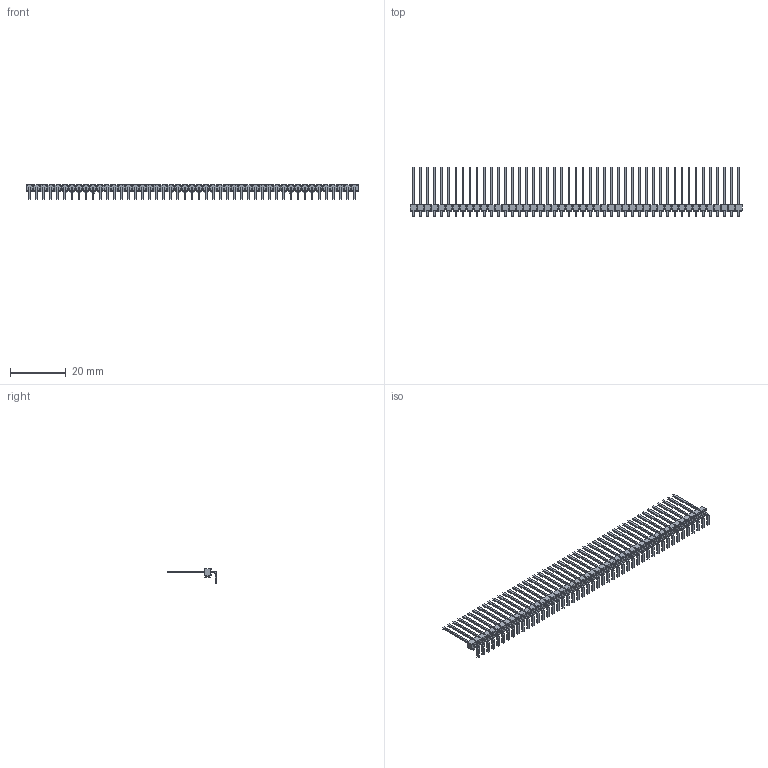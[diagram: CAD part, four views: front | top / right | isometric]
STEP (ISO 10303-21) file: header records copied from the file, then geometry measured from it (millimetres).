
FILE_DESCRIPTION(('FreeCAD Model'),'2;1');
FILE_NAME('Open CASCADE Shape Model','2025-03-05T18:32:58',(''),(''), 'Open CASCADE STEP processor 7.8','FreeCAD','Unknown');
FILE_SCHEMA(('AUTOMOTIVE_DESIGN { 1 0 10303 214 1 1 1 1 }'));
Length unit declared in the file: millimetre
Products named in the file (3): HMTSW-147-10-G-S-530-RA; HMTSW-147-10-G-S-530-RA_body; HMTSW-147-10-S-530-RA
Assembly tree (2 placements, depth 2):
  HMTSW-147-10-G-S-530-RA
    HMTSW-147-10-G-S-530-RA_body
    HMTSW-147-10-S-530-RA
Bounding box: 119.38 x 17.84 x 5.33 mm (x, y, z)
Volume: 1049 mm3; surface area: 4419.2 mm2
Topology: 2 solids, 2 shells, 2536 faces, 6572 edges, 4136 vertices
Faces by surface type: plane 2442, cylinder 94
Entity records: 75210 total; most frequent: CARTESIAN_POINT 13247, ORIENTED_EDGE 13144, DIRECTION 11838, EDGE_CURVE 6572, LINE 6384, VECTOR 6384, VERTEX_POINT 4136, AXIS2_PLACEMENT_3D 2727
